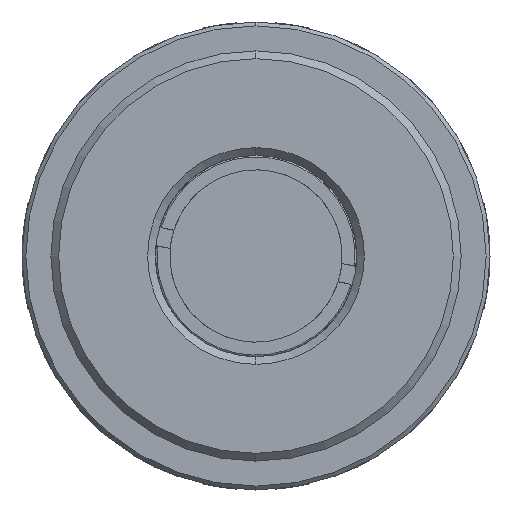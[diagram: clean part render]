
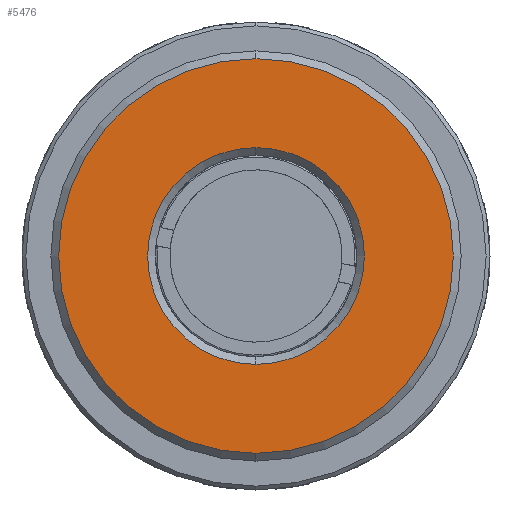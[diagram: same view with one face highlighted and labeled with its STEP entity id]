
A CAD part, left-side view. The second image highlights one B-rep face of the part: STEP entity #5476.
In plain terms, the highlighted planar face has unit normal (-1, 0, 0).
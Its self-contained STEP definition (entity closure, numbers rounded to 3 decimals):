
#27 = DIRECTION ( 'NONE',  ( -1., 0., 0. ) ) ;
#35 = EDGE_LOOP ( 'NONE', ( #5437, #2124 ) ) ;
#401 = ORIENTED_EDGE ( 'NONE', *, *, #2267, .T. ) ;
#555 = CARTESIAN_POINT ( 'NONE',  ( 0., 0., 0. ) ) ;
#811 = EDGE_CURVE ( 'NONE', #2933, #6309, #4028, .T. ) ;
#914 = FACE_BOUND ( 'NONE', #1315, .T. ) ;
#1001 = DIRECTION ( 'NONE',  ( 0., 0., -1. ) ) ;
#1050 = AXIS2_PLACEMENT_3D ( 'NONE', #2730, #7865, #2102 ) ;
#1260 = DIRECTION ( 'NONE',  ( 1., 0., 0. ) ) ;
#1315 = EDGE_LOOP ( 'NONE', ( #401, #7470 ) ) ;
#1380 = CARTESIAN_POINT ( 'NONE',  ( 0., 0., 6.95 ) ) ;
#1583 = FACE_OUTER_BOUND ( 'NONE', #35, .T. ) ;
#1617 = EDGE_CURVE ( 'NONE', #6408, #6994, #2936, .T. ) ;
#1674 = CARTESIAN_POINT ( 'NONE',  ( 0., 0., 0. ) ) ;
#2079 = DIRECTION ( 'NONE',  ( 0., 0., -1. ) ) ;
#2102 = DIRECTION ( 'NONE',  ( 0., 0., -1. ) ) ;
#2124 = ORIENTED_EDGE ( 'NONE', *, *, #811, .T. ) ;
#2185 = CARTESIAN_POINT ( 'NONE',  ( 0., 13.15, 0. ) ) ;
#2222 = DIRECTION ( 'NONE',  ( 1., 0., 0. ) ) ;
#2267 = EDGE_CURVE ( 'NONE', #6994, #6408, #5900, .T. ) ;
#2376 = CIRCLE ( 'NONE', #6531, 12.65 ) ;
#2730 = CARTESIAN_POINT ( 'NONE',  ( 0., 0., 0. ) ) ;
#2933 = VERTEX_POINT ( 'NONE', #3249 ) ;
#2936 = CIRCLE ( 'NONE', #1050, 6.95 ) ;
#3055 = CARTESIAN_POINT ( 'NONE',  ( 0., 0., -12.65 ) ) ;
#3249 = CARTESIAN_POINT ( 'NONE',  ( 0., 0., 12.65 ) ) ;
#3252 = CARTESIAN_POINT ( 'NONE',  ( 0., 0., 0. ) ) ;
#3690 = EDGE_CURVE ( 'NONE', #6309, #2933, #2376, .T. ) ;
#4026 = DIRECTION ( 'NONE',  ( 0., 0., -1. ) ) ;
#4028 = CIRCLE ( 'NONE', #8217, 12.65 ) ;
#4070 = PLANE ( 'NONE',  #5042 ) ;
#5007 = CARTESIAN_POINT ( 'NONE',  ( 0., 0., -6.95 ) ) ;
#5042 = AXIS2_PLACEMENT_3D ( 'NONE', #2185, #2222, #4026 ) ;
#5437 = ORIENTED_EDGE ( 'NONE', *, *, #3690, .T. ) ;
#5476 = ADVANCED_FACE ( 'NONE', ( #914, #1583 ), #4070, .F. ) ;
#5900 = CIRCLE ( 'NONE', #6858, 6.95 ) ;
#6200 = DIRECTION ( 'NONE',  ( -1., 0., 0. ) ) ;
#6309 = VERTEX_POINT ( 'NONE', #3055 ) ;
#6408 = VERTEX_POINT ( 'NONE', #5007 ) ;
#6531 = AXIS2_PLACEMENT_3D ( 'NONE', #3252, #27, #2079 ) ;
#6858 = AXIS2_PLACEMENT_3D ( 'NONE', #555, #1260, #8300 ) ;
#6994 = VERTEX_POINT ( 'NONE', #1380 ) ;
#7470 = ORIENTED_EDGE ( 'NONE', *, *, #1617, .T. ) ;
#7865 = DIRECTION ( 'NONE',  ( 1., 0., 0. ) ) ;
#8217 = AXIS2_PLACEMENT_3D ( 'NONE', #1674, #6200, #1001 ) ;
#8300 = DIRECTION ( 'NONE',  ( 0., 0., -1. ) ) ;
